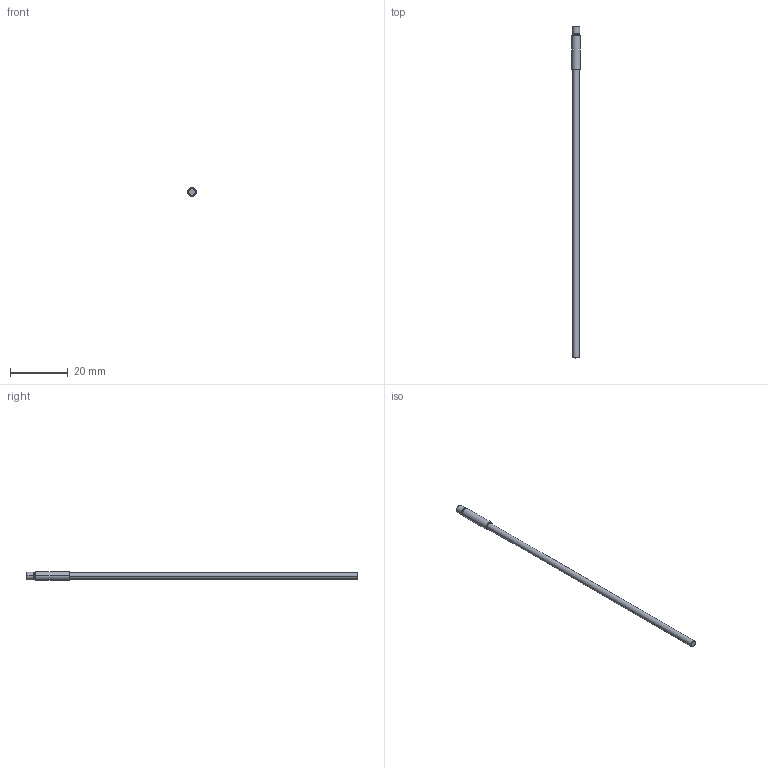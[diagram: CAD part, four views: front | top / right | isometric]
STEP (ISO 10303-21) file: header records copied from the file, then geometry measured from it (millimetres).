
FILE_DESCRIPTION((''),'2;1');
FILE_NAME('CAD2417_SW0001','2016-09-08T',('cmozuch'),(''),'PRO/ENGINEER BY PARAMETRIC TECHNOLOGY CORPORATION, 2015440','PRO/ENGINEER BY PARAMETRIC TECHNOLOGY CORPORATION, 2015440','');
FILE_SCHEMA(('CONFIG_CONTROL_DESIGN'));
Length unit declared in the file: millimetre
Products named in the file (1): CAD2417_SW0001
Bounding box: 3 x 115.1 x 3 mm (x, y, z)
Volume: 479.1 mm3; surface area: 843.7 mm2
Topology: 1 solids, 1 shells, 22 faces, 54 edges, 38 vertices
Faces by surface type: cylinder 10, plane 6, cone 6
Entity records: 909 total; most frequent: DIRECTION 136, CARTESIAN_POINT 114, ORIENTED_EDGE 108, AXIS2_PLACEMENT_3D 60, EDGE_CURVE 54, VERTEX_POINT 38, CIRCLE 38, COLOUR_RGB 31
